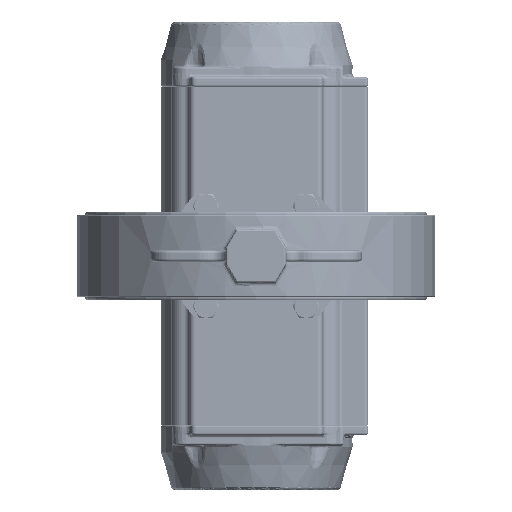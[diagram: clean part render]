
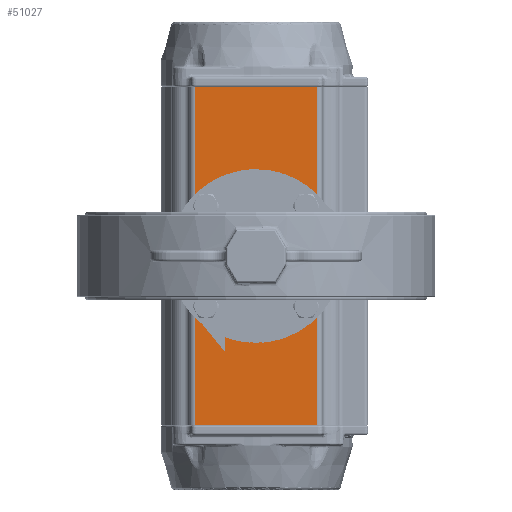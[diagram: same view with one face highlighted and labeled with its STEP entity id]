
A CAD part, front view. The second image highlights one B-rep face of the part: STEP entity #51027.
In plain terms, the highlighted planar face has unit normal (0, -1, 0).
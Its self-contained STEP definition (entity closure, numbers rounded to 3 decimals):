
#3391=LINE('',#83049,#6082);
#3392=LINE('',#83051,#6083);
#3393=LINE('',#83053,#6084);
#3394=LINE('',#83055,#6085);
#6082=VECTOR('',#61222,1000.);
#6083=VECTOR('',#61225,1000.);
#6084=VECTOR('',#61226,1000.);
#6085=VECTOR('',#61227,1000.);
#13889=ORIENTED_EDGE('',*,*,#26676,.F.);
#13890=ORIENTED_EDGE('',*,*,#26675,.T.);
#13891=ORIENTED_EDGE('',*,*,#26677,.T.);
#13892=ORIENTED_EDGE('',*,*,#26678,.F.);
#13893=ORIENTED_EDGE('',*,*,#26679,.T.);
#13894=ORIENTED_EDGE('',*,*,#26680,.T.);
#13895=ORIENTED_EDGE('',*,*,#26681,.T.);
#13896=ORIENTED_EDGE('',*,*,#26682,.T.);
#13897=ORIENTED_EDGE('',*,*,#26683,.T.);
#13898=ORIENTED_EDGE('',*,*,#26684,.T.);
#13899=ORIENTED_EDGE('',*,*,#26685,.T.);
#13900=ORIENTED_EDGE('',*,*,#26686,.T.);
#13901=ORIENTED_EDGE('',*,*,#26687,.T.);
#26675=EDGE_CURVE('',#33375,#33376,#3391,.T.);
#26676=EDGE_CURVE('',#33375,#33377,#3392,.T.);
#26677=EDGE_CURVE('',#33376,#33378,#3393,.T.);
#26678=EDGE_CURVE('',#33377,#33378,#3394,.T.);
#26679=EDGE_CURVE('',#33379,#33379,#37380,.T.);
#26680=EDGE_CURVE('',#33380,#33380,#37381,.T.);
#26681=EDGE_CURVE('',#33381,#33381,#37382,.T.);
#26682=EDGE_CURVE('',#33382,#33382,#37383,.T.);
#26683=EDGE_CURVE('',#33383,#33383,#37384,.T.);
#26684=EDGE_CURVE('',#33384,#33384,#37385,.T.);
#26685=EDGE_CURVE('',#33385,#33385,#37386,.T.);
#26686=EDGE_CURVE('',#33386,#33386,#37387,.T.);
#26687=EDGE_CURVE('',#33387,#33387,#37388,.T.);
#33375=VERTEX_POINT('',#83046);
#33376=VERTEX_POINT('',#83048);
#33377=VERTEX_POINT('',#83052);
#33378=VERTEX_POINT('',#83054);
#33379=VERTEX_POINT('',#83057);
#33380=VERTEX_POINT('',#83059);
#33381=VERTEX_POINT('',#83061);
#33382=VERTEX_POINT('',#83063);
#33383=VERTEX_POINT('',#83065);
#33384=VERTEX_POINT('',#83067);
#33385=VERTEX_POINT('',#83069);
#33386=VERTEX_POINT('',#83071);
#33387=VERTEX_POINT('',#83073);
#37380=CIRCLE('',#54587,3.324);
#37381=CIRCLE('',#54588,3.324);
#37382=CIRCLE('',#54589,3.324);
#37383=CIRCLE('',#54590,3.324);
#37384=CIRCLE('',#54591,4.188);
#37385=CIRCLE('',#54592,4.188);
#37386=CIRCLE('',#54593,4.188);
#37387=CIRCLE('',#54594,4.188);
#37388=CIRCLE('',#54595,27.481);
#39982=EDGE_LOOP('',(#13889,#13890,#13891,#13892));
#39983=EDGE_LOOP('',(#13893));
#39984=EDGE_LOOP('',(#13894));
#39985=EDGE_LOOP('',(#13895));
#39986=EDGE_LOOP('',(#13896));
#39987=EDGE_LOOP('',(#13897));
#39988=EDGE_LOOP('',(#13898));
#39989=EDGE_LOOP('',(#13899));
#39990=EDGE_LOOP('',(#13900));
#39991=EDGE_LOOP('',(#13901));
#43604=FACE_BOUND('',#39982,.T.);
#43605=FACE_BOUND('',#39983,.T.);
#43606=FACE_BOUND('',#39984,.T.);
#43607=FACE_BOUND('',#39985,.T.);
#43608=FACE_BOUND('',#39986,.T.);
#43609=FACE_BOUND('',#39987,.T.);
#43610=FACE_BOUND('',#39988,.T.);
#43611=FACE_BOUND('',#39989,.T.);
#43612=FACE_BOUND('',#39990,.T.);
#43613=FACE_BOUND('',#39991,.T.);
#46604=PLANE('',#54586);
#51027=ADVANCED_FACE('',(#43604,#43605,#43606,#43607,#43608,#43609,#43610,
#43611,#43612,#43613),#46604,.T.);
#54586=AXIS2_PLACEMENT_3D('',#83050,#61223,#61224);
#54587=AXIS2_PLACEMENT_3D('',#83056,#61228,#61229);
#54588=AXIS2_PLACEMENT_3D('',#83058,#61230,#61231);
#54589=AXIS2_PLACEMENT_3D('',#83060,#61232,#61233);
#54590=AXIS2_PLACEMENT_3D('',#83062,#61234,#61235);
#54591=AXIS2_PLACEMENT_3D('',#83064,#61236,#61237);
#54592=AXIS2_PLACEMENT_3D('',#83066,#61238,#61239);
#54593=AXIS2_PLACEMENT_3D('',#83068,#61240,#61241);
#54594=AXIS2_PLACEMENT_3D('',#83070,#61242,#61243);
#54595=AXIS2_PLACEMENT_3D('',#83072,#61244,#61245);
#61222=DIRECTION('',(0.,0.,-1.));
#61223=DIRECTION('',(0.,-1.,0.));
#61224=DIRECTION('',(1.,0.,0.));
#61225=DIRECTION('',(1.,0.,0.));
#61226=DIRECTION('',(1.,0.,0.));
#61227=DIRECTION('',(0.,0.,-1.));
#61228=DIRECTION('',(0.,1.,0.));
#61229=DIRECTION('',(1.,0.,0.));
#61230=DIRECTION('',(0.,1.,0.));
#61231=DIRECTION('',(1.,0.,0.));
#61232=DIRECTION('',(0.,1.,0.));
#61233=DIRECTION('',(1.,0.,0.));
#61234=DIRECTION('',(0.,1.,0.));
#61235=DIRECTION('',(1.,0.,0.));
#61236=DIRECTION('',(0.,1.,0.));
#61237=DIRECTION('',(1.,0.,0.));
#61238=DIRECTION('',(0.,1.,0.));
#61239=DIRECTION('',(1.,0.,0.));
#61240=DIRECTION('',(0.,1.,0.));
#61241=DIRECTION('',(1.,0.,0.));
#61242=DIRECTION('',(0.,1.,0.));
#61243=DIRECTION('',(1.,0.,0.));
#61244=DIRECTION('',(0.,1.,0.));
#61245=DIRECTION('',(1.,0.,0.));
#83046=CARTESIAN_POINT('',(-44.,-80.5,244.));
#83048=CARTESIAN_POINT('',(-44.,-80.5,0.));
#83049=CARTESIAN_POINT('',(-44.,-80.5,0.));
#83050=CARTESIAN_POINT('',(-44.,-80.5,0.));
#83051=CARTESIAN_POINT('',(8.442,-80.5,244.));
#83052=CARTESIAN_POINT('',(44.,-80.5,244.));
#83053=CARTESIAN_POINT('',(8.442,-80.5,0.));
#83054=CARTESIAN_POINT('',(44.,-80.5,0.));
#83055=CARTESIAN_POINT('',(44.,-80.5,0.));
#83056=CARTESIAN_POINT('',(24.749,-80.5,146.749));
#83057=CARTESIAN_POINT('',(28.072,-80.5,146.749));
#83058=CARTESIAN_POINT('',(-24.749,-80.5,146.749));
#83059=CARTESIAN_POINT('',(-21.425,-80.5,146.749));
#83060=CARTESIAN_POINT('',(-24.749,-80.5,97.251));
#83061=CARTESIAN_POINT('',(-21.425,-80.5,97.251));
#83062=CARTESIAN_POINT('',(24.749,-80.5,97.251));
#83063=CARTESIAN_POINT('',(28.072,-80.5,97.251));
#83064=CARTESIAN_POINT('',(36.062,-80.5,158.062));
#83065=CARTESIAN_POINT('',(40.25,-80.5,158.062));
#83066=CARTESIAN_POINT('',(-36.062,-80.5,158.062));
#83067=CARTESIAN_POINT('',(-31.874,-80.5,158.062));
#83068=CARTESIAN_POINT('',(-36.062,-80.5,85.938));
#83069=CARTESIAN_POINT('',(-31.874,-80.5,85.938));
#83070=CARTESIAN_POINT('',(36.062,-80.5,85.938));
#83071=CARTESIAN_POINT('',(40.25,-80.5,85.938));
#83072=CARTESIAN_POINT('',(0.,-80.5,122.));
#83073=CARTESIAN_POINT('',(27.481,-80.5,122.));
